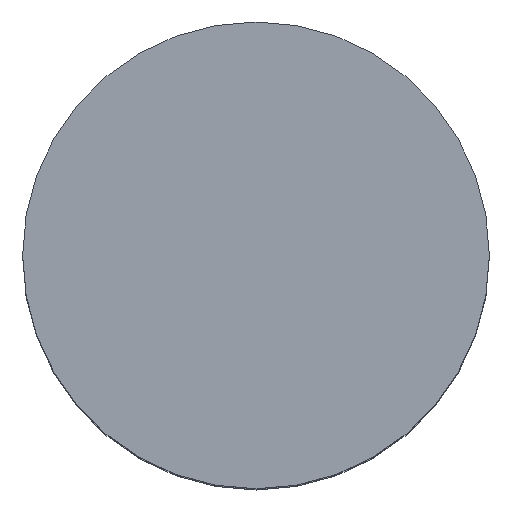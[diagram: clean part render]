
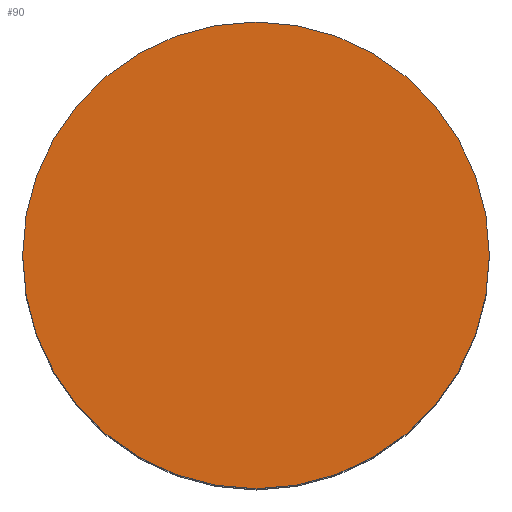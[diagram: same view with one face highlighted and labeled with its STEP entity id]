
A CAD part, top view. The second image highlights one B-rep face of the part: STEP entity #90.
In plain terms, the highlighted planar face has unit normal (0, 0, 1).
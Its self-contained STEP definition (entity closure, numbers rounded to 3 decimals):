
#31=FACE_OUTER_BOUND('',#40,.T.);
#40=EDGE_LOOP('',(#76));
#47=CIRCLE('',#122,150.);
#53=VERTEX_POINT('',#173);
#60=EDGE_CURVE('',#53,#53,#47,.T.);
#76=ORIENTED_EDGE('',*,*,#60,.T.);
#84=PLANE('',#123);
#90=ADVANCED_FACE('',(#31),#84,.T.);
#122=AXIS2_PLACEMENT_3D('',#174,#148,#149);
#123=AXIS2_PLACEMENT_3D('',#176,#151,#152);
#148=DIRECTION('center_axis',(0.,0.,1.));
#149=DIRECTION('ref_axis',(-1.,0.,0.));
#151=DIRECTION('center_axis',(0.,0.,1.));
#152=DIRECTION('ref_axis',(-1.,0.,0.));
#173=CARTESIAN_POINT('',(150.,0.,230.));
#174=CARTESIAN_POINT('Origin',(0.,0.,230.));
#176=CARTESIAN_POINT('Origin',(0.,0.,230.));
